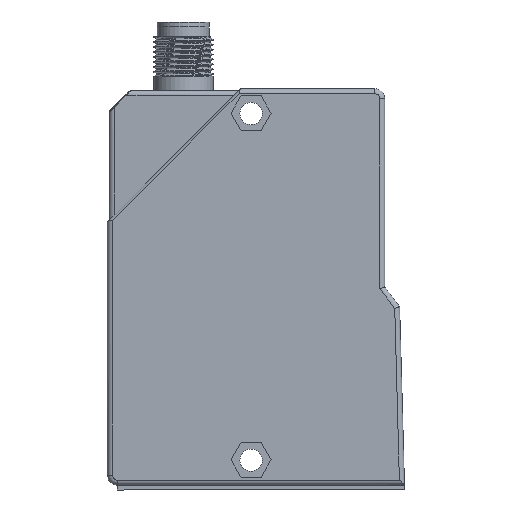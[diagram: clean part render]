
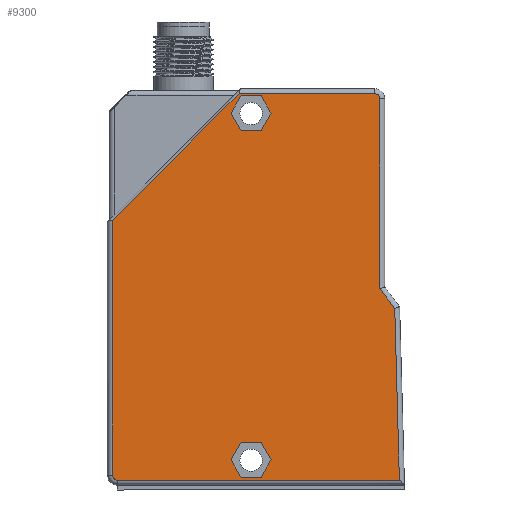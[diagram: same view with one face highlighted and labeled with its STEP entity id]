
A CAD part, front view. The second image highlights one B-rep face of the part: STEP entity #9300.
In plain terms, the highlighted face is planar.
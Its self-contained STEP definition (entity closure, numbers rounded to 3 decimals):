
#794=LINE('',#15209,#1643);
#795=LINE('',#15212,#1644);
#796=LINE('',#15214,#1645);
#797=LINE('',#15216,#1646);
#798=LINE('',#15218,#1647);
#799=LINE('',#15220,#1648);
#800=LINE('',#15221,#1649);
#801=LINE('',#15224,#1650);
#802=LINE('',#15226,#1651);
#803=LINE('',#15228,#1652);
#804=LINE('',#15230,#1653);
#805=LINE('',#15232,#1654);
#806=LINE('',#15233,#1655);
#807=LINE('',#15236,#1656);
#808=LINE('',#15238,#1657);
#809=LINE('',#15242,#1658);
#810=LINE('',#15244,#1659);
#811=LINE('',#15246,#1660);
#812=LINE('',#15248,#1661);
#1643=VECTOR('',#12258,1000.);
#1644=VECTOR('',#12259,1000.);
#1645=VECTOR('',#12260,1000.);
#1646=VECTOR('',#12261,1000.);
#1647=VECTOR('',#12262,1000.);
#1648=VECTOR('',#12263,1000.);
#1649=VECTOR('',#12264,1000.);
#1650=VECTOR('',#12265,1000.);
#1651=VECTOR('',#12266,1000.);
#1652=VECTOR('',#12267,1000.);
#1653=VECTOR('',#12268,1000.);
#1654=VECTOR('',#12269,1000.);
#1655=VECTOR('',#12270,1000.);
#1656=VECTOR('',#12271,1000.);
#1657=VECTOR('',#12272,1000.);
#1658=VECTOR('',#12275,1000.);
#1659=VECTOR('',#12276,1000.);
#1660=VECTOR('',#12277,1000.);
#1661=VECTOR('',#12278,1000.);
#3014=ORIENTED_EDGE('',*,*,#5267,.F.);
#3015=ORIENTED_EDGE('',*,*,#5268,.F.);
#3016=ORIENTED_EDGE('',*,*,#5269,.F.);
#3017=ORIENTED_EDGE('',*,*,#5270,.F.);
#3018=ORIENTED_EDGE('',*,*,#5271,.F.);
#3019=ORIENTED_EDGE('',*,*,#5272,.F.);
#3020=ORIENTED_EDGE('',*,*,#5273,.F.);
#3021=ORIENTED_EDGE('',*,*,#5274,.F.);
#3022=ORIENTED_EDGE('',*,*,#5275,.F.);
#3023=ORIENTED_EDGE('',*,*,#5276,.F.);
#3024=ORIENTED_EDGE('',*,*,#5277,.F.);
#3025=ORIENTED_EDGE('',*,*,#5278,.F.);
#3026=ORIENTED_EDGE('',*,*,#5279,.T.);
#3027=ORIENTED_EDGE('',*,*,#5280,.T.);
#3028=ORIENTED_EDGE('',*,*,#5281,.T.);
#3029=ORIENTED_EDGE('',*,*,#5282,.T.);
#3030=ORIENTED_EDGE('',*,*,#5283,.T.);
#3031=ORIENTED_EDGE('',*,*,#5284,.T.);
#3032=ORIENTED_EDGE('',*,*,#5285,.T.);
#3033=ORIENTED_EDGE('',*,*,#5286,.T.);
#3034=ORIENTED_EDGE('',*,*,#5287,.T.);
#5267=EDGE_CURVE('',#6447,#6448,#794,.T.);
#5268=EDGE_CURVE('',#6449,#6447,#795,.T.);
#5269=EDGE_CURVE('',#6450,#6449,#796,.T.);
#5270=EDGE_CURVE('',#6451,#6450,#797,.T.);
#5271=EDGE_CURVE('',#6452,#6451,#798,.T.);
#5272=EDGE_CURVE('',#6448,#6452,#799,.T.);
#5273=EDGE_CURVE('',#6453,#6454,#800,.T.);
#5274=EDGE_CURVE('',#6455,#6453,#801,.T.);
#5275=EDGE_CURVE('',#6456,#6455,#802,.T.);
#5276=EDGE_CURVE('',#6457,#6456,#803,.T.);
#5277=EDGE_CURVE('',#6458,#6457,#804,.T.);
#5278=EDGE_CURVE('',#6454,#6458,#805,.T.);
#5279=EDGE_CURVE('',#6459,#6460,#806,.F.);
#5280=EDGE_CURVE('',#6460,#6461,#807,.T.);
#5281=EDGE_CURVE('',#6461,#6462,#808,.F.);
#5282=EDGE_CURVE('',#6462,#6463,#7122,.T.);
#5283=EDGE_CURVE('',#6463,#6464,#809,.T.);
#5284=EDGE_CURVE('',#6464,#6465,#810,.F.);
#5285=EDGE_CURVE('',#6465,#6466,#811,.F.);
#5286=EDGE_CURVE('',#6466,#6467,#812,.F.);
#5287=EDGE_CURVE('',#6467,#6459,#7123,.T.);
#6447=VERTEX_POINT('',#15210);
#6448=VERTEX_POINT('',#15211);
#6449=VERTEX_POINT('',#15213);
#6450=VERTEX_POINT('',#15215);
#6451=VERTEX_POINT('',#15217);
#6452=VERTEX_POINT('',#15219);
#6453=VERTEX_POINT('',#15222);
#6454=VERTEX_POINT('',#15223);
#6455=VERTEX_POINT('',#15225);
#6456=VERTEX_POINT('',#15227);
#6457=VERTEX_POINT('',#15229);
#6458=VERTEX_POINT('',#15231);
#6459=VERTEX_POINT('',#15234);
#6460=VERTEX_POINT('',#15235);
#6461=VERTEX_POINT('',#15237);
#6462=VERTEX_POINT('',#15239);
#6463=VERTEX_POINT('',#15241);
#6464=VERTEX_POINT('',#15243);
#6465=VERTEX_POINT('',#15245);
#6466=VERTEX_POINT('',#15247);
#6467=VERTEX_POINT('',#15249);
#7122=CIRCLE('',#10593,1.);
#7123=CIRCLE('',#10594,1.);
#7546=EDGE_LOOP('',(#3014,#3015,#3016,#3017,#3018,#3019));
#7547=EDGE_LOOP('',(#3020,#3021,#3022,#3023,#3024,#3025));
#7548=EDGE_LOOP('',(#3026,#3027,#3028,#3029,#3030,#3031,#3032,#3033,#3034));
#8265=FACE_BOUND('',#7546,.T.);
#8266=FACE_BOUND('',#7547,.T.);
#8267=FACE_BOUND('',#7548,.T.);
#8910=PLANE('',#10592);
#9300=ADVANCED_FACE('',(#8265,#8266,#8267),#8910,.T.);
#10592=AXIS2_PLACEMENT_3D('',#15208,#12256,#12257);
#10593=AXIS2_PLACEMENT_3D('',#15240,#12273,#12274);
#10594=AXIS2_PLACEMENT_3D('',#15250,#12279,#12280);
#12256=DIRECTION('',(0.,1.,0.));
#12257=DIRECTION('',(0.,0.,1.));
#12258=DIRECTION('',(-0.5,0.,0.866));
#12259=DIRECTION('',(-1.,0.,0.));
#12260=DIRECTION('',(-0.5,0.,-0.866));
#12261=DIRECTION('',(0.5,0.,-0.866));
#12262=DIRECTION('',(1.,0.,0.));
#12263=DIRECTION('',(0.5,0.,0.866));
#12264=DIRECTION('',(0.5,0.,-0.866));
#12265=DIRECTION('',(1.,0.,0.));
#12266=DIRECTION('',(0.5,0.,0.866));
#12267=DIRECTION('',(-0.5,0.,0.866));
#12268=DIRECTION('',(-1.,0.,0.));
#12269=DIRECTION('',(-0.5,0.,-0.866));
#12270=DIRECTION('',(1.,0.,0.));
#12271=DIRECTION('',(-0.707,0.,0.707));
#12272=DIRECTION('',(0.,0.,-1.));
#12273=DIRECTION('',(0.,1.,0.));
#12274=DIRECTION('',(0.,0.,1.));
#12275=DIRECTION('',(1.,0.,0.));
#12276=DIRECTION('',(0.027,0.,1.));
#12277=DIRECTION('',(0.6,0.,0.8));
#12278=DIRECTION('',(0.,0.,1.));
#12279=DIRECTION('',(0.,1.,0.));
#12280=DIRECTION('',(0.,0.,1.));
#15208=CARTESIAN_POINT('',(0.,0.,0.));
#15209=CARTESIAN_POINT('',(26.979,0.,1.417));
#15210=CARTESIAN_POINT('',(26.979,0.,1.417));
#15211=CARTESIAN_POINT('',(24.959,0.,4.917));
#15212=CARTESIAN_POINT('',(31.021,0.,1.417));
#15213=CARTESIAN_POINT('',(31.021,0.,1.417));
#15214=CARTESIAN_POINT('',(33.041,0.,4.917));
#15215=CARTESIAN_POINT('',(33.041,0.,4.917));
#15216=CARTESIAN_POINT('',(31.021,0.,8.417));
#15217=CARTESIAN_POINT('',(31.021,0.,8.417));
#15218=CARTESIAN_POINT('',(26.979,0.,8.417));
#15219=CARTESIAN_POINT('',(26.979,0.,8.417));
#15220=CARTESIAN_POINT('',(24.959,0.,4.917));
#15221=CARTESIAN_POINT('',(31.021,0.,78.417));
#15222=CARTESIAN_POINT('',(31.021,0.,78.417));
#15223=CARTESIAN_POINT('',(33.041,0.,74.917));
#15224=CARTESIAN_POINT('',(26.979,0.,78.417));
#15225=CARTESIAN_POINT('',(26.979,0.,78.417));
#15226=CARTESIAN_POINT('',(24.959,0.,74.917));
#15227=CARTESIAN_POINT('',(24.959,0.,74.917));
#15228=CARTESIAN_POINT('',(26.979,0.,71.417));
#15229=CARTESIAN_POINT('',(26.979,0.,71.417));
#15230=CARTESIAN_POINT('',(31.021,0.,71.417));
#15231=CARTESIAN_POINT('',(31.021,0.,71.417));
#15232=CARTESIAN_POINT('',(33.041,0.,74.917));
#15233=CARTESIAN_POINT('',(26.87,0.,1.));
#15234=CARTESIAN_POINT('',(54.,0.,1.));
#15235=CARTESIAN_POINT('',(26.577,0.,1.));
#15236=CARTESIAN_POINT('',(1.354,0.,26.224));
#15237=CARTESIAN_POINT('',(1.,0.,26.577));
#15238=CARTESIAN_POINT('',(1.,0.,78.));
#15239=CARTESIAN_POINT('',(1.,0.,78.));
#15240=CARTESIAN_POINT('',(2.,0.,78.));
#15241=CARTESIAN_POINT('',(2.,0.,79.));
#15242=CARTESIAN_POINT('',(59.972,0.,79.));
#15243=CARTESIAN_POINT('',(58.946,0.,79.));
#15244=CARTESIAN_POINT('',(58.027,0.,45.027));
#15245=CARTESIAN_POINT('',(58.009,0.,44.345));
#15246=CARTESIAN_POINT('',(55.68,0.,41.24));
#15247=CARTESIAN_POINT('',(55.,0.,40.333));
#15248=CARTESIAN_POINT('',(55.,0.,2.));
#15249=CARTESIAN_POINT('',(55.,0.,2.));
#15250=CARTESIAN_POINT('',(54.,0.,2.));
